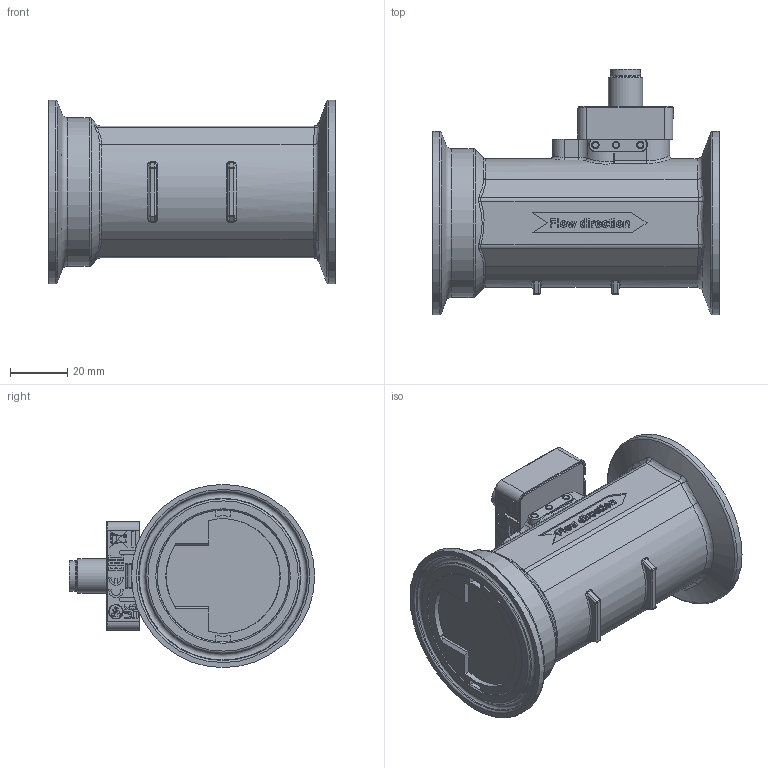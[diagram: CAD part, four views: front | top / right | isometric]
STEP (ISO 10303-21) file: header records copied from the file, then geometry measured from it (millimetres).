
FILE_DESCRIPTION(/* description */ (''),/* implementation_level */ '2;1');
FILE_NAME(/* name */ 'Vortex_flow_sensor__Type_VVX40_Tri-Clamp_VVX-1583.stp',/* time_stamp */ '2025-06-17T11:06:58+02:00',/* author */ ('bleichert'),/* organization */ (''),/* preprocessor_version */ 'ST-DEVELOPER v18.1',/* originating_system */ 'Autodesk Inventor 2020',/* authorisation */ '');
FILE_SCHEMA (('AUTOMOTIVE_DESIGN { 1 0 10303 214 3 1 1 }'));
Products named in the file (1): VVX-1583
Bounding box: 100 x 85.7 x 64 mm (x, y, z)
Volume: 197509.7 mm3; surface area: 32679.4 mm2
Topology: 1 solids, 1 shells, 1375 faces, 3688 edges, 2420 vertices
Faces by surface type: plane 740, bspline 366, cylinder 156, torus 57, cone 33, sphere 23
Full cylindrical faces by diameter (mm): 0.5 x1, 0.714 x1, 1 x4, 1.2 x5, 2 x6, 2.459 x1, 10.5 x1, 12 x1, 40 x1, 52 x1, 64 x2
Entity records: 49571 total; most frequent: CARTESIAN_POINT 15756, ORIENTED_EDGE 7362, DIRECTION 5559, EDGE_CURVE 3681, VERTEX_POINT 2421, LINE 2247, VECTOR 2247, AXIS2_PLACEMENT_3D 1656
